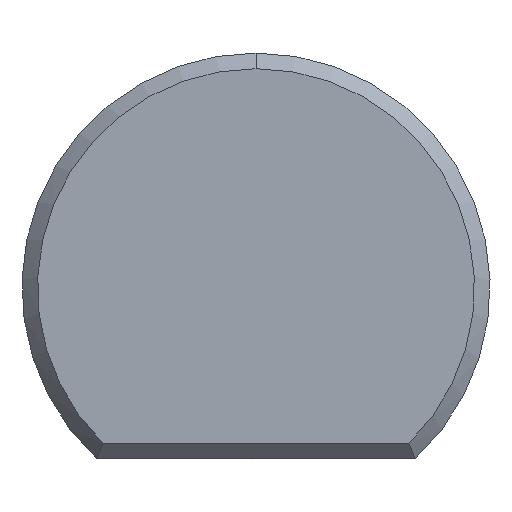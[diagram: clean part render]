
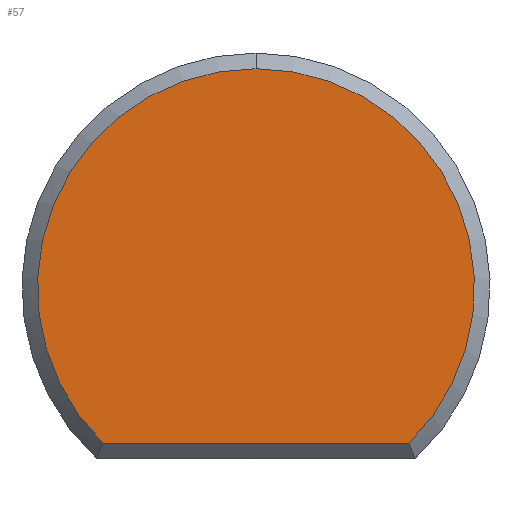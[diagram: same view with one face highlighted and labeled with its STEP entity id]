
A CAD part, front view. The second image highlights one B-rep face of the part: STEP entity #57.
In plain terms, the highlighted planar face has unit normal (0, -1, 0).
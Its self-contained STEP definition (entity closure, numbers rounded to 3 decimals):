
#6 = ORIENTED_EDGE ( 'NONE', *, *, #149, .T. ) ;
#13 = EDGE_CURVE ( 'NONE', #247, #25, #65, .T. ) ;
#23 = DIRECTION ( 'NONE',  ( 0., 1., 0. ) ) ;
#25 = VERTEX_POINT ( 'NONE', #47 ) ;
#27 = CARTESIAN_POINT ( 'NONE',  ( -1.96, 0., -2. ) ) ;
#28 = CARTESIAN_POINT ( 'NONE',  ( 0., 0., -2. ) ) ;
#36 = CIRCLE ( 'NONE', #50, 2.8 ) ;
#43 = PLANE ( 'NONE',  #55 ) ;
#45 = FACE_OUTER_BOUND ( 'NONE', #133, .T. ) ;
#47 = CARTESIAN_POINT ( 'NONE',  ( 1.96, 0., -2. ) ) ;
#50 = AXIS2_PLACEMENT_3D ( 'NONE', #215, #221, #71 ) ;
#55 = AXIS2_PLACEMENT_3D ( 'NONE', #203, #23, #100 ) ;
#57 = ADVANCED_FACE ( 'NONE', ( #45 ), #43, .F. ) ;
#65 = LINE ( 'NONE', #28, #219 ) ;
#71 = DIRECTION ( 'NONE',  ( 0., 0., 1. ) ) ;
#75 = DIRECTION ( 'NONE',  ( 0., -1., 0. ) ) ;
#92 = CARTESIAN_POINT ( 'NONE',  ( 0., 0., 0. ) ) ;
#100 = DIRECTION ( 'NONE',  ( 0., 0., 1. ) ) ;
#102 = AXIS2_PLACEMENT_3D ( 'NONE', #92, #75, #172 ) ;
#106 = DIRECTION ( 'NONE',  ( 1., 0., 0. ) ) ;
#107 = VERTEX_POINT ( 'NONE', #116 ) ;
#116 = CARTESIAN_POINT ( 'NONE',  ( 0., 0., 2.8 ) ) ;
#121 = ORIENTED_EDGE ( 'NONE', *, *, #13, .T. ) ;
#131 = EDGE_CURVE ( 'NONE', #25, #107, #36, .T. ) ;
#133 = EDGE_LOOP ( 'NONE', ( #226, #6, #121 ) ) ;
#149 = EDGE_CURVE ( 'NONE', #107, #247, #207, .T. ) ;
#172 = DIRECTION ( 'NONE',  ( 0., 0., 1. ) ) ;
#203 = CARTESIAN_POINT ( 'NONE',  ( 0., 0., 0. ) ) ;
#207 = CIRCLE ( 'NONE', #102, 2.8 ) ;
#215 = CARTESIAN_POINT ( 'NONE',  ( 0., 0., 0. ) ) ;
#219 = VECTOR ( 'NONE', #106, 1000. ) ;
#221 = DIRECTION ( 'NONE',  ( 0., -1., 0. ) ) ;
#226 = ORIENTED_EDGE ( 'NONE', *, *, #131, .T. ) ;
#247 = VERTEX_POINT ( 'NONE', #27 ) ;
